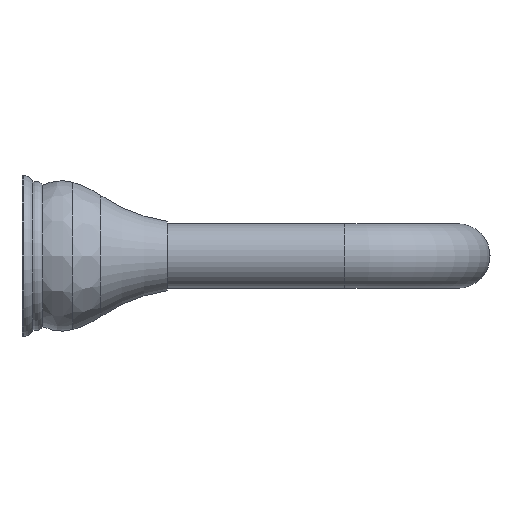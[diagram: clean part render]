
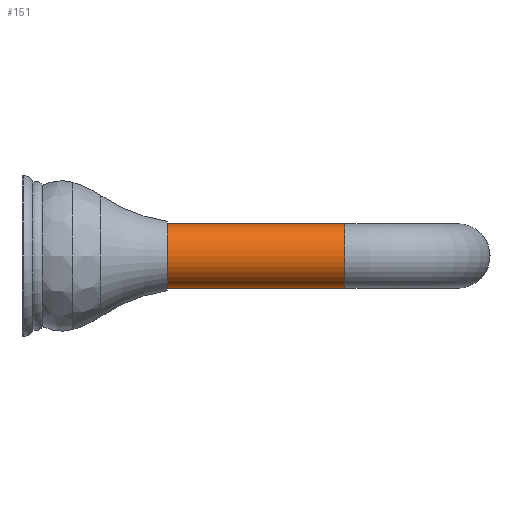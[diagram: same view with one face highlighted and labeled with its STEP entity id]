
A CAD part, left-side view. The second image highlights one B-rep face of the part: STEP entity #151.
In plain terms, the highlighted cylindrical face has radius 10 mm (diameter 20 mm), a full revolution.
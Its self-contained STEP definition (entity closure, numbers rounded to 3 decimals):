
#113=B_SPLINE_CURVE_WITH_KNOTS('',3,(#652,#653,#654,#655,#656,#657,#658,
#659,#660,#661,#662,#663,#664,#665,#666,#667,#668,#669),.UNSPECIFIED.,.T.,
 .F.,(2,2,2,2,2,2,2,2,2,2,2),(-0.125,0.,0.125,0.25,0.375,0.5,0.625,0.75,
0.875,1.,1.125),.UNSPECIFIED.);
#129=CYLINDRICAL_SURFACE('',#386,10.);
#151=ADVANCED_FACE('',(#191,#192,#193),#129,.T.);
#191=FACE_BOUND('',#235,.T.);
#192=FACE_BOUND('',#236,.T.);
#193=FACE_BOUND('',#237,.T.);
#235=EDGE_LOOP('',(#279));
#236=EDGE_LOOP('',(#280));
#237=EDGE_LOOP('',(#281));
#279=ORIENTED_EDGE('',*,*,#330,.T.);
#280=ORIENTED_EDGE('',*,*,#312,.F.);
#281=ORIENTED_EDGE('',*,*,#331,.T.);
#290=VERTEX_POINT('',#473);
#308=VERTEX_POINT('',#651);
#309=VERTEX_POINT('',#670);
#312=EDGE_CURVE('',#290,#290,#334,.T.);
#330=EDGE_CURVE('',#308,#308,#351,.T.);
#331=EDGE_CURVE('',#309,#309,#113,.T.);
#334=CIRCLE('',#355,10.);
#351=CIRCLE('',#385,10.);
#355=AXIS2_PLACEMENT_3D('',#472,#395,#396);
#385=AXIS2_PLACEMENT_3D('',#650,#455,#456);
#386=AXIS2_PLACEMENT_3D('',#671,#457,#458);
#395=DIRECTION('',(0.,1.,0.));
#396=DIRECTION('',(1.,0.,0.));
#455=DIRECTION('',(0.,1.,0.));
#456=DIRECTION('',(1.,0.,0.));
#457=DIRECTION('',(0.,1.,0.));
#458=DIRECTION('',(0.,0.,1.));
#472=CARTESIAN_POINT('',(1056.105,1193.685,0.));
#473=CARTESIAN_POINT('',(1066.105,1193.685,0.));
#650=CARTESIAN_POINT('',(1056.105,1138.685,0.));
#651=CARTESIAN_POINT('',(1066.105,1138.685,0.));
#652=CARTESIAN_POINT('',(1064.105,1157.055,6.));
#653=CARTESIAN_POINT('',(1064.105,1160.314,6.));
#654=CARTESIAN_POINT('',(1064.65,1161.835,5.329));
#655=CARTESIAN_POINT('',(1065.661,1163.998,3.178));
#656=CARTESIAN_POINT('',(1066.102,1164.679,1.637));
#657=CARTESIAN_POINT('',(1066.108,1164.69,-1.597));
#658=CARTESIAN_POINT('',(1065.667,1164.009,-3.16));
#659=CARTESIAN_POINT('',(1064.656,1161.851,-5.32));
#660=CARTESIAN_POINT('',(1064.109,1160.334,-5.995));
#661=CARTESIAN_POINT('',(1064.101,1157.071,-6.005));
#662=CARTESIAN_POINT('',(1064.645,1155.544,-5.337));
#663=CARTESIAN_POINT('',(1065.662,1153.369,-3.177));
#664=CARTESIAN_POINT('',(1066.103,1152.688,-1.643));
#665=CARTESIAN_POINT('',(1066.107,1152.681,1.618));
#666=CARTESIAN_POINT('',(1065.665,1153.364,3.168));
#667=CARTESIAN_POINT('',(1064.649,1155.534,5.331));
#668=CARTESIAN_POINT('',(1064.105,1157.055,6.));
#669=CARTESIAN_POINT('',(1064.105,1160.314,6.));
#670=CARTESIAN_POINT('',(1064.105,1158.685,6.));
#671=CARTESIAN_POINT('',(1056.105,1188.685,0.));
